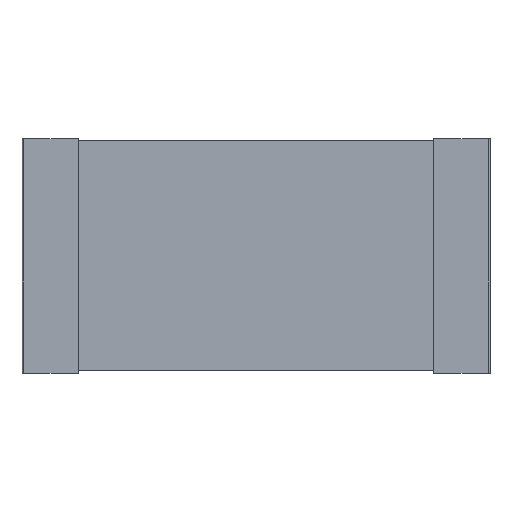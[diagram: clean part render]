
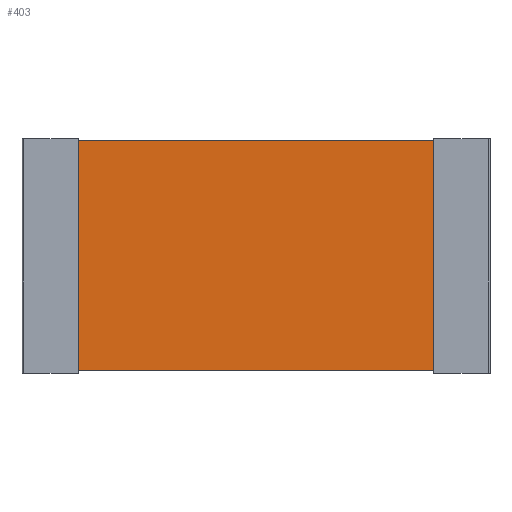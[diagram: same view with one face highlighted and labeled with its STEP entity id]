
A CAD part, top view. The second image highlights one B-rep face of the part: STEP entity #403.
In plain terms, the highlighted planar face has unit normal (0, 0, 1).
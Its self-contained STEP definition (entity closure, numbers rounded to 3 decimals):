
#31=PLANE($,#446);
#55=FACE_OUTER_BOUND($,#79,.T.);
#79=EDGE_LOOP($,(#367,#368,#369,#370));
#116=LINE($,#666,#158);
#119=LINE($,#672,#161);
#121=LINE($,#675,#163);
#122=LINE($,#677,#164);
#158=VECTOR($,#549,4.826);
#161=VECTOR($,#554,4.826);
#163=VECTOR($,#558,3.12);
#164=VECTOR($,#561,3.12);
#209=VERTEX_POINT($,#663);
#210=VERTEX_POINT($,#665);
#211=VERTEX_POINT($,#669);
#212=VERTEX_POINT($,#671);
#260=EDGE_CURVE($,#209,#210,#116,.T.);
#263=EDGE_CURVE($,#211,#212,#119,.T.);
#265=EDGE_CURVE($,#211,#210,#121,.T.);
#266=EDGE_CURVE($,#212,#209,#122,.T.);
#367=ORIENTED_EDGE($,*,*,#265,.T.);
#368=ORIENTED_EDGE($,*,*,#260,.F.);
#369=ORIENTED_EDGE($,*,*,#266,.F.);
#370=ORIENTED_EDGE($,*,*,#263,.F.);
#403=ADVANCED_FACE($,(#55),#31,.T.);
#446=AXIS2_PLACEMENT_3D($,#676,#559,#560);
#549=DIRECTION($,(1.,0.,0.));
#554=DIRECTION($,(-1.,0.,0.));
#558=DIRECTION($,(0.,1.,0.));
#559=DIRECTION('center_axis',(0.,0.,1.));
#560=DIRECTION('ref_axis',(1.,0.,0.));
#561=DIRECTION($,(0.,1.,0.));
#663=CARTESIAN_POINT('',(-2.413,1.56,0.635));
#665=CARTESIAN_POINT('',(2.413,1.56,0.635));
#666=CARTESIAN_POINT($,(-2.413,1.56,0.635));
#669=CARTESIAN_POINT('',(2.413,-1.56,0.635));
#671=CARTESIAN_POINT('',(-2.413,-1.56,0.635));
#672=CARTESIAN_POINT($,(-2.413,-1.56,0.635));
#675=CARTESIAN_POINT($,(2.413,0.,0.635));
#676=CARTESIAN_POINT('Origin',(-2.413,0.,0.635));
#677=CARTESIAN_POINT($,(-2.413,0.,0.635));
